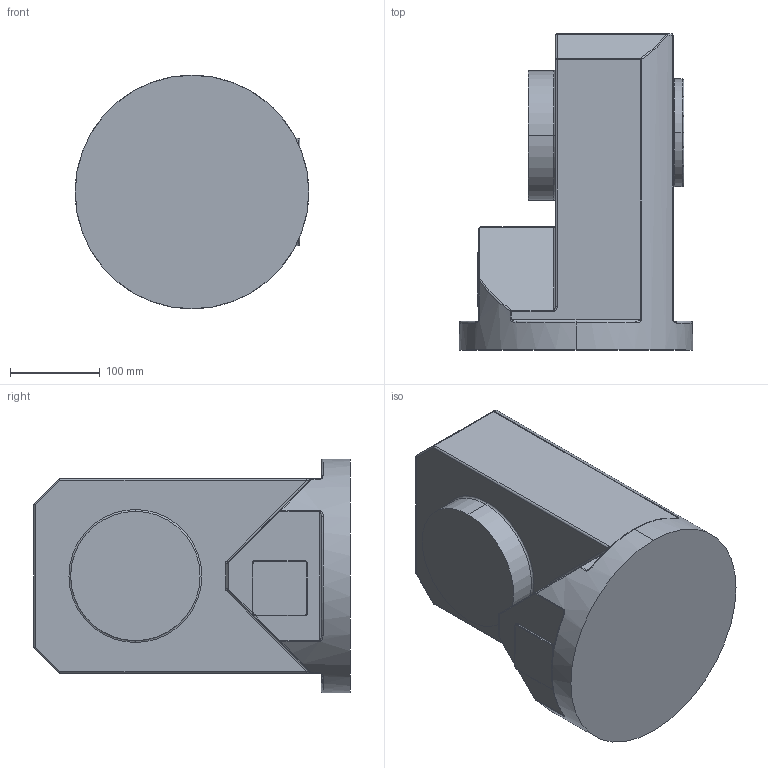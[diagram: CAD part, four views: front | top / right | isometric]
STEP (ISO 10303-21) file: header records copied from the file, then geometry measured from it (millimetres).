
FILE_DESCRIPTION (( 'STEP AP203' ), '1' );
FILE_NAME ('Khop_2_Default_sldprt.STEP', '2023-10-01T03:52:21', ( '' ), ( '' ), 'SwSTEP 2.0', 'SolidWorks 2020', '' );
FILE_SCHEMA (( 'CONFIG_CONTROL_DESIGN' ));
Length unit declared in the file: millimetre
Products named in the file (1): Khop_2_Default_sldprt
Bounding box: 260 x 352 x 260 mm (x, y, z)
Volume: 12109029.5 mm3; surface area: 359645.2 mm2
Topology: 1 solids, 1 shells, 126 faces, 286 edges, 154 vertices
Faces by surface type: cylinder 47, bspline 24, plane 23, torus 20, sphere 12
Entity records: 4397 total; most frequent: CARTESIAN_POINT 1693, DIRECTION 570, ORIENTED_EDGE 552, EDGE_CURVE 276, AXIS2_PLACEMENT_3D 239, VERTEX_POINT 154, CIRCLE 136, EDGE_LOOP 128
